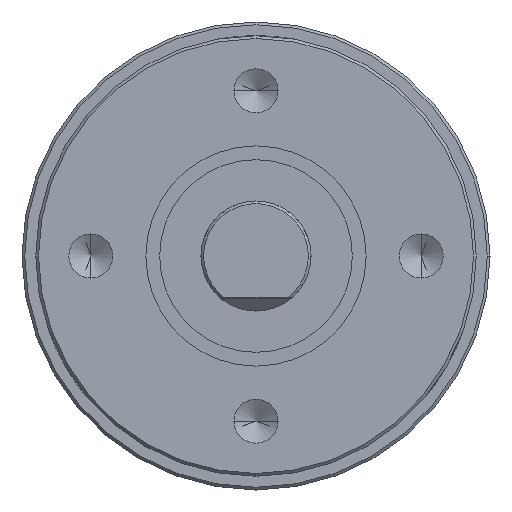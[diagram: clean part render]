
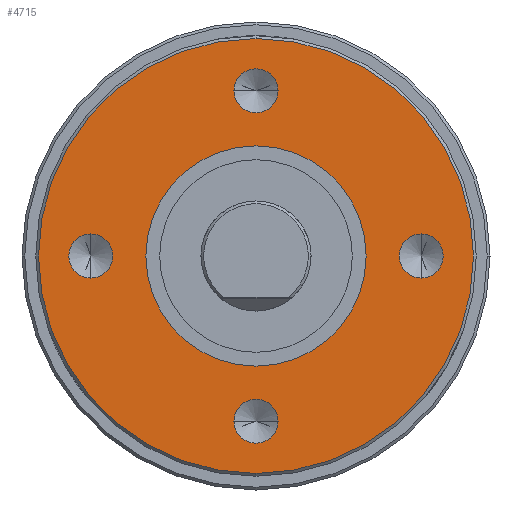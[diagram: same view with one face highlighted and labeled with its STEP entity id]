
A CAD part, left-side view. The second image highlights one B-rep face of the part: STEP entity #4715.
In plain terms, the highlighted planar face has unit normal (-1, 0, 0).
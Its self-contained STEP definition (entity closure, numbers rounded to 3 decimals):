
#975=CARTESIAN_POINT('',(-12.4,0.,0.));
#976=DIRECTION('',(-1.,0.,0.));
#977=DIRECTION('',(0.,0.,-1.));
#978=AXIS2_PLACEMENT_3D('',#975,#976,#977);
#980=CARTESIAN_POINT('',(-12.4,0.,0.));
#981=DIRECTION('',(-1.,0.,0.));
#982=DIRECTION('',(0.,0.,1.));
#983=AXIS2_PLACEMENT_3D('',#980,#981,#982);
#985=CARTESIAN_POINT('',(-12.4,-6.,0.));
#986=DIRECTION('',(-1.,0.,0.));
#987=DIRECTION('',(0.,0.,-1.));
#988=AXIS2_PLACEMENT_3D('',#985,#986,#987);
#990=CARTESIAN_POINT('',(-12.4,-6.,0.));
#991=DIRECTION('',(-1.,0.,0.));
#992=DIRECTION('',(0.,0.,1.));
#993=AXIS2_PLACEMENT_3D('',#990,#991,#992);
#995=CARTESIAN_POINT('',(-12.4,0.,-6.));
#996=DIRECTION('',(-1.,0.,0.));
#997=DIRECTION('',(0.,1.,0.));
#998=AXIS2_PLACEMENT_3D('',#995,#996,#997);
#1000=CARTESIAN_POINT('',(-12.4,0.,-6.));
#1001=DIRECTION('',(-1.,0.,0.));
#1002=DIRECTION('',(0.,-1.,0.));
#1003=AXIS2_PLACEMENT_3D('',#1000,#1001,#1002);
#1005=CARTESIAN_POINT('',(-12.4,6.,0.));
#1006=DIRECTION('',(-1.,0.,0.));
#1007=DIRECTION('',(0.,0.,1.));
#1008=AXIS2_PLACEMENT_3D('',#1005,#1006,#1007);
#1010=CARTESIAN_POINT('',(-12.4,6.,0.));
#1011=DIRECTION('',(-1.,0.,0.));
#1012=DIRECTION('',(0.,0.,-1.));
#1013=AXIS2_PLACEMENT_3D('',#1010,#1011,#1012);
#1015=CARTESIAN_POINT('',(-12.4,0.,6.));
#1016=DIRECTION('',(-1.,0.,0.));
#1017=DIRECTION('',(0.,-1.,0.));
#1018=AXIS2_PLACEMENT_3D('',#1015,#1016,#1017);
#1020=CARTESIAN_POINT('',(-12.4,0.,6.));
#1021=DIRECTION('',(-1.,0.,0.));
#1022=DIRECTION('',(0.,1.,0.));
#1023=AXIS2_PLACEMENT_3D('',#1020,#1021,#1022);
#1037=CARTESIAN_POINT('',(-12.4,0.,0.));
#1038=DIRECTION('',(-1.,0.,0.));
#1039=DIRECTION('',(0.,0.,-1.));
#1040=AXIS2_PLACEMENT_3D('',#1037,#1038,#1039);
#1042=CARTESIAN_POINT('',(-12.4,0.,0.));
#1043=DIRECTION('',(1.,0.,0.));
#1044=DIRECTION('',(0.,0.,-1.));
#1045=AXIS2_PLACEMENT_3D('',#1042,#1043,#1044);
#3366=CARTESIAN_POINT('',(-12.4,0.,-4.));
#3368=VERTEX_POINT('',#3366);
#3374=CARTESIAN_POINT('',(-12.4,0.,4.));
#3376=VERTEX_POINT('',#3374);
#3394=CARTESIAN_POINT('',(-12.4,-6.,-0.8));
#3395=CARTESIAN_POINT('',(-12.4,-6.,0.8));
#3396=VERTEX_POINT('',#3394);
#3397=VERTEX_POINT('',#3395);
#3404=CARTESIAN_POINT('',(-12.4,0.8,-6.));
#3405=CARTESIAN_POINT('',(-12.4,-0.8,-6.));
#3406=VERTEX_POINT('',#3404);
#3407=VERTEX_POINT('',#3405);
#3414=CARTESIAN_POINT('',(-12.4,6.,0.8));
#3415=CARTESIAN_POINT('',(-12.4,6.,-0.8));
#3416=VERTEX_POINT('',#3414);
#3417=VERTEX_POINT('',#3415);
#3424=CARTESIAN_POINT('',(-12.4,-0.8,6.));
#3425=CARTESIAN_POINT('',(-12.4,0.8,6.));
#3426=VERTEX_POINT('',#3424);
#3427=VERTEX_POINT('',#3425);
#3452=CARTESIAN_POINT('',(-12.4,0.,-7.9));
#3453=CARTESIAN_POINT('',(-12.4,0.,7.9));
#3454=VERTEX_POINT('',#3452);
#3455=VERTEX_POINT('',#3453);
#4675=CARTESIAN_POINT('',(-12.4,0.,0.));
#4676=DIRECTION('',(1.,0.,0.));
#4677=DIRECTION('',(0.,0.,1.));
#4678=AXIS2_PLACEMENT_3D('',#4675,#4676,#4677);
#4679=PLANE('',#4678);
#4680=ORIENTED_EDGE('',*,*,#4665,.F.);
#4682=ORIENTED_EDGE('',*,*,#4681,.F.);
#4683=EDGE_LOOP('',(#4680,#4682));
#4684=FACE_OUTER_BOUND('',#4683,.F.);
#4686=ORIENTED_EDGE('',*,*,#4685,.T.);
#4688=ORIENTED_EDGE('',*,*,#4687,.F.);
#4689=EDGE_LOOP('',(#4686,#4688));
#4690=FACE_BOUND('',#4689,.F.);
#4692=ORIENTED_EDGE('',*,*,#4691,.T.);
#4694=ORIENTED_EDGE('',*,*,#4693,.T.);
#4695=EDGE_LOOP('',(#4692,#4694));
#4696=FACE_BOUND('',#4695,.F.);
#4698=ORIENTED_EDGE('',*,*,#4697,.T.);
#4700=ORIENTED_EDGE('',*,*,#4699,.T.);
#4701=EDGE_LOOP('',(#4698,#4700));
#4702=FACE_BOUND('',#4701,.F.);
#4704=ORIENTED_EDGE('',*,*,#4703,.T.);
#4706=ORIENTED_EDGE('',*,*,#4705,.T.);
#4707=EDGE_LOOP('',(#4704,#4706));
#4708=FACE_BOUND('',#4707,.F.);
#4710=ORIENTED_EDGE('',*,*,#4709,.T.);
#4712=ORIENTED_EDGE('',*,*,#4711,.T.);
#4713=EDGE_LOOP('',(#4710,#4712));
#4714=FACE_BOUND('',#4713,.F.);
#4715=ADVANCED_FACE('',(#4684,#4690,#4696,#4702,#4708,#4714),#4679,.F.);
#979=CIRCLE('',#978,7.9);
#984=CIRCLE('',#983,7.9);
#989=CIRCLE('',#988,0.8);
#994=CIRCLE('',#993,0.8);
#999=CIRCLE('',#998,0.8);
#1004=CIRCLE('',#1003,0.8);
#1009=CIRCLE('',#1008,0.8);
#1014=CIRCLE('',#1013,0.8);
#1019=CIRCLE('',#1018,0.8);
#1024=CIRCLE('',#1023,0.8);
#1041=CIRCLE('',#1040,4.);
#1046=CIRCLE('',#1045,4.);
#4665=EDGE_CURVE('',#3454,#3455,#979,.T.);
#4681=EDGE_CURVE('',#3455,#3454,#984,.T.);
#4685=EDGE_CURVE('',#3368,#3376,#1041,.T.);
#4687=EDGE_CURVE('',#3368,#3376,#1046,.T.);
#4691=EDGE_CURVE('',#3396,#3397,#989,.T.);
#4693=EDGE_CURVE('',#3397,#3396,#994,.T.);
#4697=EDGE_CURVE('',#3406,#3407,#999,.T.);
#4699=EDGE_CURVE('',#3407,#3406,#1004,.T.);
#4703=EDGE_CURVE('',#3416,#3417,#1009,.T.);
#4705=EDGE_CURVE('',#3417,#3416,#1014,.T.);
#4709=EDGE_CURVE('',#3426,#3427,#1019,.T.);
#4711=EDGE_CURVE('',#3427,#3426,#1024,.T.);
